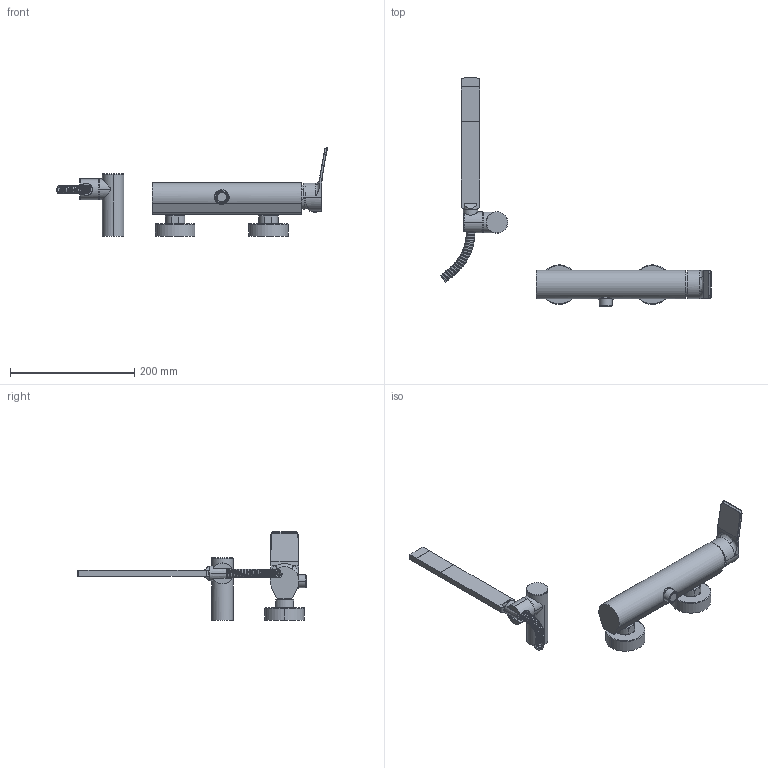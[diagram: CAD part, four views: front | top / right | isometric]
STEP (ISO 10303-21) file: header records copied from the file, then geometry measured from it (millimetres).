
FILE_DESCRIPTION((''),'2;1');
FILE_NAME('TI168DCR','2021-11-09T08:14:55',('ut3'),('PAFFONI SpA'),'CREO PARAMETRIC BY PTC INC, 2020044','CREO PARAMETRIC BY PTC INC, 2020044','');
FILE_SCHEMA(('CONFIG_CONTROL_DESIGN','SHAPE_APPEARANCE_LAYERS_GROUPS'));
Products named in the file (1): TI168DCR
Bounding box: 435.88 x 367.84 x 142.58 mm (x, y, z)
Volume: 552665.2 mm3; surface area: 177532.1 mm2
Topology: 3 solids, 3 shells, 597 faces, 1389 edges, 829 vertices
Faces by surface type: cylinder 190, plane 186, bspline 104, torus 54, cone 39, sphere 24
Entity records: 50391 total; most frequent: CARTESIAN_POINT 33246, ORIENTED_EDGE 2768, DIRECTION 2572, EDGE_CURVE 1384, AXIS2_PLACEMENT_3D 1003, VERTEX_POINT 828, EDGE_LOOP 640, FACE_OUTER_BOUND 595
